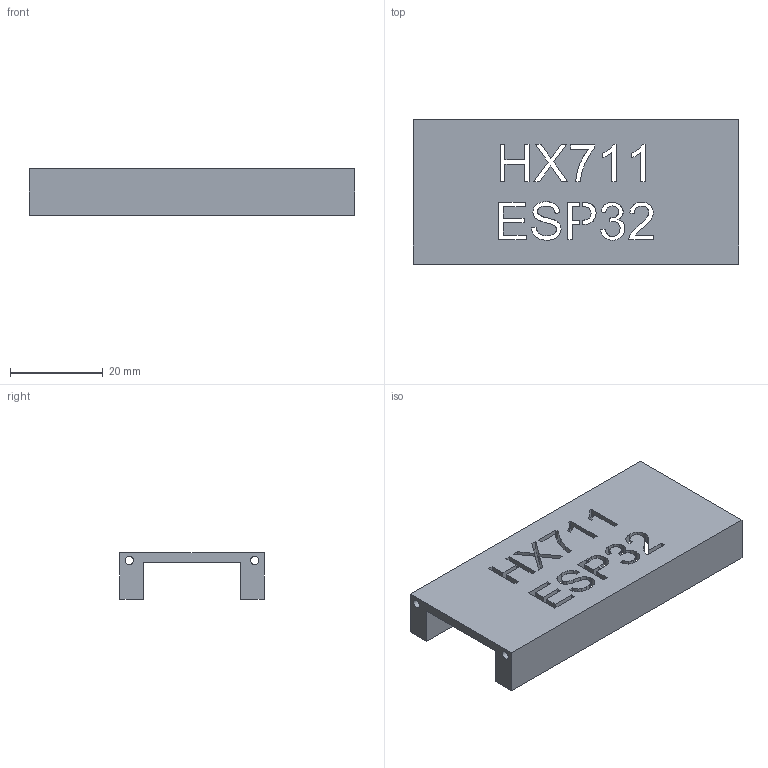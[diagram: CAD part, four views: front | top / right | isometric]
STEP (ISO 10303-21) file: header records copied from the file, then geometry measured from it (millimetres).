
FILE_DESCRIPTION(/* description */ (''),/* implementation_level */ '2;1');
FILE_NAME(/* name */ 'Module Side.step',/* time_stamp */ '2024-03-07T01:32:15+09:00',/* author */ (''),/* organization */ (''),/* preprocessor_version */ 'ST-DEVELOPER v20',/* originating_system */ 'Autodesk Translation Framework v12.20.1.177',/* authorisation */ '');
FILE_SCHEMA (('AUTOMOTIVE_DESIGN { 1 0 10303 214 3 1 1 }'));
Length unit declared in the file: millimetre
Products named in the file (1): FusionComponent
Bounding box: 70 x 31 x 10 mm (x, y, z)
Volume: 9251.8 mm3; surface area: 8315.8 mm2
Topology: 1 solids, 1 shells, 192 faces, 570 edges, 380 vertices
Faces by surface type: bspline 107, plane 83, cylinder 2
Full cylindrical faces by diameter (mm): 1.8 x2
Entity records: 7462 total; most frequent: CARTESIAN_POINT 2977, ORIENTED_EDGE 1140, EDGE_CURVE 570, DIRECTION 529, VERTEX_POINT 380, LINE 349, VECTOR 349, EDGE_LOOP 218
